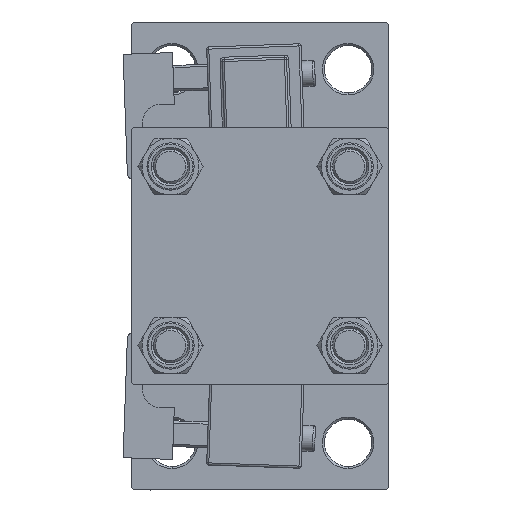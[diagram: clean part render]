
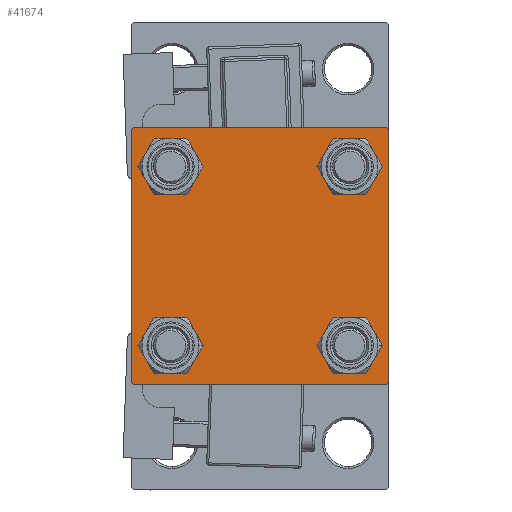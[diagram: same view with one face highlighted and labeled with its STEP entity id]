
A CAD part, left-side view. The second image highlights one B-rep face of the part: STEP entity #41674.
In plain terms, the highlighted planar face has unit normal (-1, 0, 0).
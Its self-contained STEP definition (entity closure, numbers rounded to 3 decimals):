
#325 = DIRECTION ( 'NONE',  ( 1., 0., 0. ) ) ;
#414 = VERTEX_POINT ( 'NONE', #48396 ) ;
#691 = CARTESIAN_POINT ( 'NONE',  ( 0., -29.75, 29.75 ) ) ;
#1643 = ORIENTED_EDGE ( 'NONE', *, *, #27469, .T. ) ;
#1712 = LINE ( 'NONE', #33847, #26535 ) ;
#1943 = CIRCLE ( 'NONE', #9405, 4.5 ) ;
#1960 = CARTESIAN_POINT ( 'NONE',  ( 0., 30., 30. ) ) ;
#2706 = EDGE_LOOP ( 'NONE', ( #32495, #50749 ) ) ;
#2726 = EDGE_CURVE ( 'NONE', #16100, #17005, #38298, .T. ) ;
#2985 = CARTESIAN_POINT ( 'NONE',  ( 0., -20.85, -16.35 ) ) ;
#3073 = EDGE_CURVE ( 'NONE', #17005, #4558, #14663, .T. ) ;
#3820 = CARTESIAN_POINT ( 'NONE',  ( 0., 20.85, -16.35 ) ) ;
#4558 = VERTEX_POINT ( 'NONE', #37757 ) ;
#4649 = DIRECTION ( 'NONE',  ( 1., 0., 0. ) ) ;
#4691 = DIRECTION ( 'NONE',  ( 0., -0.707, -0.707 ) ) ;
#5016 = DIRECTION ( 'NONE',  ( 1., 0., 0. ) ) ;
#5678 = ORIENTED_EDGE ( 'NONE', *, *, #18196, .T. ) ;
#5752 = DIRECTION ( 'NONE',  ( -1., 0., 0. ) ) ;
#5998 = FACE_OUTER_BOUND ( 'NONE', #22974, .T. ) ;
#6040 = VERTEX_POINT ( 'NONE', #27235 ) ;
#6255 = CARTESIAN_POINT ( 'NONE',  ( 0., 0., 0. ) ) ;
#6599 = CARTESIAN_POINT ( 'NONE',  ( 0., 20.85, 20.85 ) ) ;
#7979 = CARTESIAN_POINT ( 'NONE',  ( 0., 20.85, -25.35 ) ) ;
#8380 = DIRECTION ( 'NONE',  ( 0., 0., 1. ) ) ;
#8892 = CARTESIAN_POINT ( 'NONE',  ( 0., -20.85, -20.85 ) ) ;
#9394 = AXIS2_PLACEMENT_3D ( 'NONE', #27838, #28346, #17700 ) ;
#9405 = AXIS2_PLACEMENT_3D ( 'NONE', #22144, #26791, #50146 ) ;
#9973 = VECTOR ( 'NONE', #44518, 1000. ) ;
#10081 = DIRECTION ( 'NONE',  ( 0., -0.707, 0.707 ) ) ;
#10259 = DIRECTION ( 'NONE',  ( 0., 0., -1. ) ) ;
#10870 = CARTESIAN_POINT ( 'NONE',  ( 0., -20.85, -25.35 ) ) ;
#11117 = VECTOR ( 'NONE', #30276, 1000. ) ;
#11180 = AXIS2_PLACEMENT_3D ( 'NONE', #16317, #4649, #31882 ) ;
#12486 = LINE ( 'NONE', #46978, #34418 ) ;
#12594 = ORIENTED_EDGE ( 'NONE', *, *, #14087, .T. ) ;
#12677 = AXIS2_PLACEMENT_3D ( 'NONE', #18707, #26491, #27001 ) ;
#12681 = VERTEX_POINT ( 'NONE', #2985 ) ;
#12874 = ORIENTED_EDGE ( 'NONE', *, *, #45474, .T. ) ;
#13017 = PLANE ( 'NONE',  #18896 ) ;
#13418 = CARTESIAN_POINT ( 'NONE',  ( 0., 30., -30. ) ) ;
#13636 = VERTEX_POINT ( 'NONE', #3820 ) ;
#13966 = LINE ( 'NONE', #45601, #50492 ) ;
#14087 = EDGE_CURVE ( 'NONE', #20946, #12681, #51171, .T. ) ;
#14663 = LINE ( 'NONE', #1960, #41773 ) ;
#15073 = EDGE_CURVE ( 'NONE', #34403, #33713, #48952, .T. ) ;
#15468 = ORIENTED_EDGE ( 'NONE', *, *, #44474, .T. ) ;
#15632 = CARTESIAN_POINT ( 'NONE',  ( 0., -29.5, -30. ) ) ;
#16100 = VERTEX_POINT ( 'NONE', #49407 ) ;
#16317 = CARTESIAN_POINT ( 'NONE',  ( 0., -20.85, 20.85 ) ) ;
#16649 = CARTESIAN_POINT ( 'NONE',  ( 0., 20.85, 25.35 ) ) ;
#17005 = VERTEX_POINT ( 'NONE', #24585 ) ;
#17700 = DIRECTION ( 'NONE',  ( 0., 0., 1. ) ) ;
#18196 = EDGE_CURVE ( 'NONE', #6040, #48779, #43905, .T. ) ;
#18478 = CIRCLE ( 'NONE', #32549, 4.5 ) ;
#18595 = CARTESIAN_POINT ( 'NONE',  ( 0., 29.75, 29.75 ) ) ;
#18707 = CARTESIAN_POINT ( 'NONE',  ( 0., 20.85, -20.85 ) ) ;
#18869 = EDGE_CURVE ( 'NONE', #12681, #20946, #25692, .T. ) ;
#18896 = AXIS2_PLACEMENT_3D ( 'NONE', #6255, #5752, #28817 ) ;
#18904 = VECTOR ( 'NONE', #37271, 1000. ) ;
#19201 = DIRECTION ( 'NONE',  ( 0., -1., 0. ) ) ;
#19274 = EDGE_LOOP ( 'NONE', ( #36730, #33388 ) ) ;
#20105 = EDGE_CURVE ( 'NONE', #30831, #414, #1712, .T. ) ;
#20946 = VERTEX_POINT ( 'NONE', #10870 ) ;
#21044 = FACE_BOUND ( 'NONE', #45949, .T. ) ;
#21131 = CARTESIAN_POINT ( 'NONE',  ( 0., 29.5, -30. ) ) ;
#21265 = VERTEX_POINT ( 'NONE', #41429 ) ;
#22144 = CARTESIAN_POINT ( 'NONE',  ( 0., 20.85, -20.85 ) ) ;
#22974 = EDGE_LOOP ( 'NONE', ( #33521, #23761, #51195, #15468, #50158, #12874, #40796, #46013 ) ) ;
#23064 = CARTESIAN_POINT ( 'NONE',  ( 0., -30., 29.5 ) ) ;
#23761 = ORIENTED_EDGE ( 'NONE', *, *, #32643, .T. ) ;
#24585 = CARTESIAN_POINT ( 'NONE',  ( 0., 30., 29.5 ) ) ;
#25459 = EDGE_CURVE ( 'NONE', #30590, #49286, #18478, .T. ) ;
#25609 = EDGE_CURVE ( 'NONE', #13636, #33140, #49956, .T. ) ;
#25692 = CIRCLE ( 'NONE', #35599, 4.5 ) ;
#25701 = FACE_BOUND ( 'NONE', #2706, .T. ) ;
#25914 = CIRCLE ( 'NONE', #9394, 4.5 ) ;
#26322 = AXIS2_PLACEMENT_3D ( 'NONE', #8892, #325, #8380 ) ;
#26491 = DIRECTION ( 'NONE',  ( 1., 0., 0. ) ) ;
#26535 = VECTOR ( 'NONE', #38242, 1000. ) ;
#26791 = DIRECTION ( 'NONE',  ( 1., 0., 0. ) ) ;
#27001 = DIRECTION ( 'NONE',  ( 0., 0., 1. ) ) ;
#27235 = CARTESIAN_POINT ( 'NONE',  ( 0., 20.85, 16.35 ) ) ;
#27469 = EDGE_CURVE ( 'NONE', #48779, #6040, #25914, .T. ) ;
#27838 = CARTESIAN_POINT ( 'NONE',  ( 0., 20.85, 20.85 ) ) ;
#28346 = DIRECTION ( 'NONE',  ( 1., 0., 0. ) ) ;
#28817 = DIRECTION ( 'NONE',  ( 0., 0., 1. ) ) ;
#30276 = DIRECTION ( 'NONE',  ( 0., 0.707, -0.707 ) ) ;
#30590 = VERTEX_POINT ( 'NONE', #45147 ) ;
#30831 = VERTEX_POINT ( 'NONE', #23064 ) ;
#30871 = CARTESIAN_POINT ( 'NONE',  ( 0., 30., 30. ) ) ;
#31382 = LINE ( 'NONE', #30871, #39415 ) ;
#31822 = EDGE_CURVE ( 'NONE', #49286, #30590, #40204, .T. ) ;
#31882 = DIRECTION ( 'NONE',  ( 0., 0., 1. ) ) ;
#32495 = ORIENTED_EDGE ( 'NONE', *, *, #31822, .T. ) ;
#32549 = AXIS2_PLACEMENT_3D ( 'NONE', #48307, #5016, #40278 ) ;
#32643 = EDGE_CURVE ( 'NONE', #4558, #34403, #12486, .T. ) ;
#33140 = VERTEX_POINT ( 'NONE', #7979 ) ;
#33388 = ORIENTED_EDGE ( 'NONE', *, *, #51114, .T. ) ;
#33521 = ORIENTED_EDGE ( 'NONE', *, *, #3073, .T. ) ;
#33608 = EDGE_LOOP ( 'NONE', ( #1643, #5678 ) ) ;
#33713 = VERTEX_POINT ( 'NONE', #15632 ) ;
#33847 = CARTESIAN_POINT ( 'NONE',  ( 0., -30., 30. ) ) ;
#33930 = EDGE_CURVE ( 'NONE', #16100, #21265, #31382, .T. ) ;
#34403 = VERTEX_POINT ( 'NONE', #21131 ) ;
#34418 = VECTOR ( 'NONE', #4691, 1000. ) ;
#34575 = DIRECTION ( 'NONE',  ( 1., 0., 0. ) ) ;
#34954 = CARTESIAN_POINT ( 'NONE',  ( 0., -20.85, -20.85 ) ) ;
#35599 = AXIS2_PLACEMENT_3D ( 'NONE', #34954, #43266, #50795 ) ;
#36730 = ORIENTED_EDGE ( 'NONE', *, *, #25609, .T. ) ;
#36865 = FACE_BOUND ( 'NONE', #19274, .T. ) ;
#36996 = LINE ( 'NONE', #691, #9973 ) ;
#37271 = DIRECTION ( 'NONE',  ( 0., -1., 0. ) ) ;
#37281 = AXIS2_PLACEMENT_3D ( 'NONE', #6599, #34575, #47798 ) ;
#37757 = CARTESIAN_POINT ( 'NONE',  ( 0., 30., -29.5 ) ) ;
#38242 = DIRECTION ( 'NONE',  ( 0., 0., -1. ) ) ;
#38298 = LINE ( 'NONE', #18595, #11117 ) ;
#39314 = ORIENTED_EDGE ( 'NONE', *, *, #18869, .T. ) ;
#39415 = VECTOR ( 'NONE', #19201, 1000. ) ;
#40204 = CIRCLE ( 'NONE', #11180, 4.5 ) ;
#40278 = DIRECTION ( 'NONE',  ( 0., 0., 1. ) ) ;
#40796 = ORIENTED_EDGE ( 'NONE', *, *, #33930, .F. ) ;
#41429 = CARTESIAN_POINT ( 'NONE',  ( 0., -29.5, 30. ) ) ;
#41674 = ADVANCED_FACE ( 'NONE', ( #25701, #21044, #36865, #48541, #5998 ), #13017, .T. ) ;
#41773 = VECTOR ( 'NONE', #10259, 1000. ) ;
#43266 = DIRECTION ( 'NONE',  ( 1., 0., 0. ) ) ;
#43905 = CIRCLE ( 'NONE', #37281, 4.5 ) ;
#44015 = CARTESIAN_POINT ( 'NONE',  ( 0., -20.85, 25.35 ) ) ;
#44474 = EDGE_CURVE ( 'NONE', #33713, #414, #13966, .T. ) ;
#44518 = DIRECTION ( 'NONE',  ( 0., 0.707, 0.707 ) ) ;
#45147 = CARTESIAN_POINT ( 'NONE',  ( 0., -20.85, 16.35 ) ) ;
#45474 = EDGE_CURVE ( 'NONE', #30831, #21265, #36996, .T. ) ;
#45601 = CARTESIAN_POINT ( 'NONE',  ( 0., -29.75, -29.75 ) ) ;
#45949 = EDGE_LOOP ( 'NONE', ( #39314, #12594 ) ) ;
#46013 = ORIENTED_EDGE ( 'NONE', *, *, #2726, .T. ) ;
#46978 = CARTESIAN_POINT ( 'NONE',  ( 0., 29.75, -29.75 ) ) ;
#47798 = DIRECTION ( 'NONE',  ( 0., 0., 1. ) ) ;
#48307 = CARTESIAN_POINT ( 'NONE',  ( 0., -20.85, 20.85 ) ) ;
#48396 = CARTESIAN_POINT ( 'NONE',  ( 0., -30., -29.5 ) ) ;
#48541 = FACE_BOUND ( 'NONE', #33608, .T. ) ;
#48779 = VERTEX_POINT ( 'NONE', #16649 ) ;
#48952 = LINE ( 'NONE', #13418, #18904 ) ;
#49286 = VERTEX_POINT ( 'NONE', #44015 ) ;
#49407 = CARTESIAN_POINT ( 'NONE',  ( 0., 29.5, 30. ) ) ;
#49956 = CIRCLE ( 'NONE', #12677, 4.5 ) ;
#50146 = DIRECTION ( 'NONE',  ( 0., 0., 1. ) ) ;
#50158 = ORIENTED_EDGE ( 'NONE', *, *, #20105, .F. ) ;
#50492 = VECTOR ( 'NONE', #10081, 1000. ) ;
#50749 = ORIENTED_EDGE ( 'NONE', *, *, #25459, .T. ) ;
#50795 = DIRECTION ( 'NONE',  ( 0., 0., 1. ) ) ;
#51114 = EDGE_CURVE ( 'NONE', #33140, #13636, #1943, .T. ) ;
#51171 = CIRCLE ( 'NONE', #26322, 4.5 ) ;
#51195 = ORIENTED_EDGE ( 'NONE', *, *, #15073, .T. ) ;
